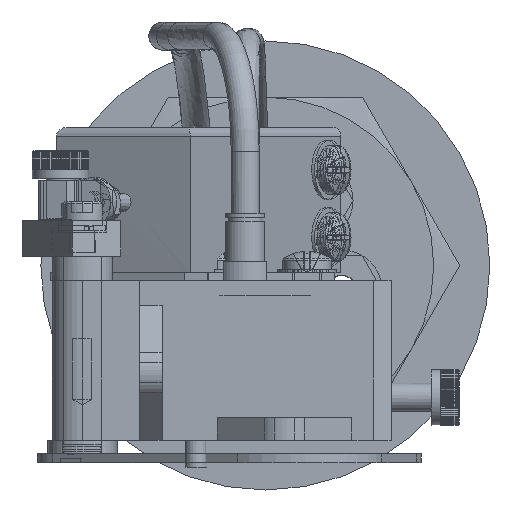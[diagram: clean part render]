
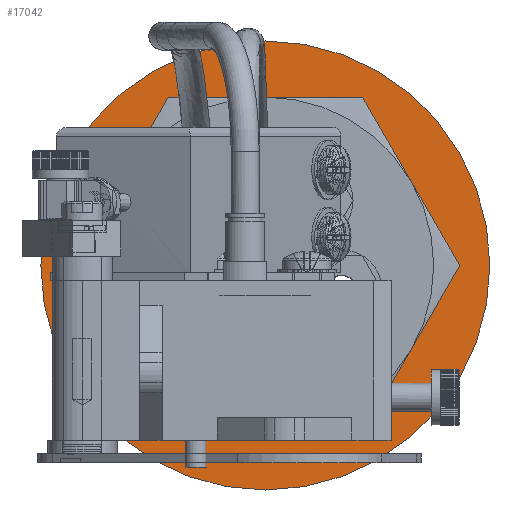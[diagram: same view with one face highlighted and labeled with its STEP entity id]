
A CAD part, front view. The second image highlights one B-rep face of the part: STEP entity #17042.
In plain terms, the highlighted planar face has unit normal (0, -1, 0).
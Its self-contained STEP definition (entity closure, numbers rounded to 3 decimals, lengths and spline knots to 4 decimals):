
#15407=PLANE('',#42451);
#17042=ADVANCED_FACE('',(#19492,#19493),#15407,.F.);
#19492=FACE_BOUND('',#20413,.T.);
#19493=FACE_BOUND('',#20414,.T.);
#20413=EDGE_LOOP('',(#23444));
#20414=EDGE_LOOP('',(#23445));
#23444=ORIENTED_EDGE('',*,*,#35767,.F.);
#23445=ORIENTED_EDGE('',*,*,#35769,.T.);
#32669=VERTEX_POINT('',#58060);
#32671=VERTEX_POINT('',#58065);
#35767=EDGE_CURVE('',#32669,#32669,#40409,.T.);
#35769=EDGE_CURVE('',#32671,#32671,#40411,.T.);
#40409=CIRCLE('',#42445,1.);
#40411=CIRCLE('',#42448,0.513);
#42445=AXIS2_PLACEMENT_3D('',#58059,#47058,#47059);
#42448=AXIS2_PLACEMENT_3D('',#58064,#47064,#47065);
#42451=AXIS2_PLACEMENT_3D('',#58069,#47070,#47071);
#47058=DIRECTION('',(0.,1.,0.));
#47059=DIRECTION('',(1.,0.,0.));
#47064=DIRECTION('',(0.,1.,0.));
#47065=DIRECTION('',(1.,0.,0.));
#47070=DIRECTION('',(0.,1.,0.));
#47071=DIRECTION('',(-1.,0.,0.));
#58059=CARTESIAN_POINT('',(-0.085,1.3955,0.025));
#58060=CARTESIAN_POINT('',(0.915,1.3955,0.025));
#58064=CARTESIAN_POINT('',(-0.085,1.3955,0.025));
#58065=CARTESIAN_POINT('',(0.428,1.3955,0.025));
#58069=CARTESIAN_POINT('',(-0.085,1.3955,0.025));
